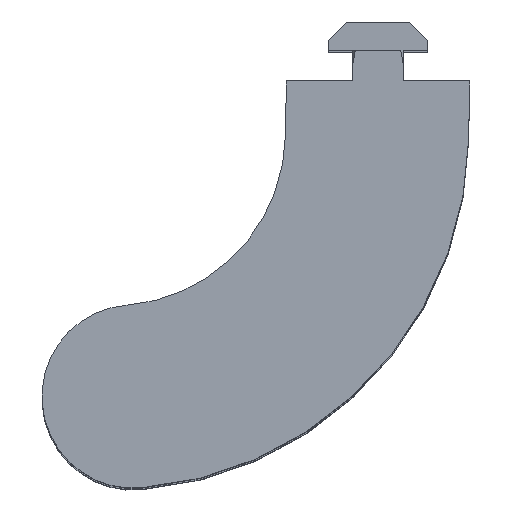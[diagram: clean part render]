
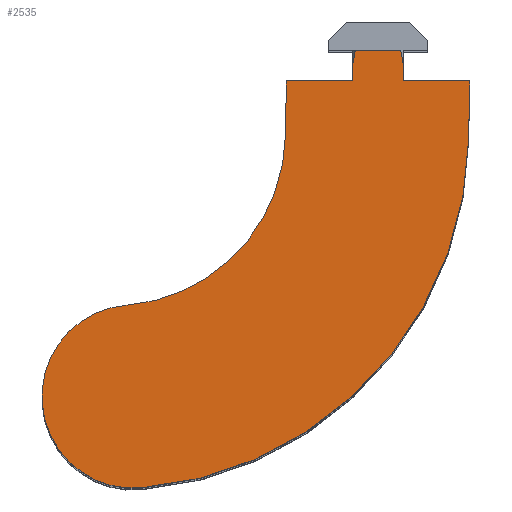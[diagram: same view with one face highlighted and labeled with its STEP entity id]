
A CAD part, top view. The second image highlights one B-rep face of the part: STEP entity #2535.
In plain terms, the highlighted planar face has unit normal (0, 0, 1).
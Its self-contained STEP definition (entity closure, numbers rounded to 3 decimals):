
#132 = DIRECTION ( 'NONE',  ( 0., 0., -1. ) ) ;
#153 = CARTESIAN_POINT ( 'NONE',  ( 4.995, 3.026, 18. ) ) ;
#288 = LINE ( 'NONE', #6027, #2873 ) ;
#290 = EDGE_CURVE ( 'NONE', #2015, #653, #3678, .T. ) ;
#352 = DIRECTION ( 'NONE',  ( -1., 0., 0. ) ) ;
#475 = ORIENTED_EDGE ( 'NONE', *, *, #6269, .F. ) ;
#544 = CARTESIAN_POINT ( 'NONE',  ( -49.569, -44.068, 18. ) ) ;
#633 = ORIENTED_EDGE ( 'NONE', *, *, #2599, .F. ) ;
#653 = VERTEX_POINT ( 'NONE', #2066 ) ;
#759 = CARTESIAN_POINT ( 'NONE',  ( -18., 0., 18. ) ) ;
#816 = EDGE_CURVE ( 'NONE', #6084, #2872, #1593, .T. ) ;
#841 = LINE ( 'NONE', #2414, #2205 ) ;
#898 = CARTESIAN_POINT ( 'NONE',  ( -20.385, -39.933, 18. ) ) ;
#1022 = VECTOR ( 'NONE', #1861, 1000. ) ;
#1048 = CARTESIAN_POINT ( 'NONE',  ( 4.995, 3.026, 18. ) ) ;
#1108 = ORIENTED_EDGE ( 'NONE', *, *, #290, .F. ) ;
#1144 = CARTESIAN_POINT ( 'NONE',  ( -52.19, -10.167, 18. ) ) ;
#1163 = CARTESIAN_POINT ( 'NONE',  ( -18., 0., 18. ) ) ;
#1167 = CIRCLE ( 'NONE', #6100, 70.002 ) ;
#1234 = VECTOR ( 'NONE', #6376, 1000. ) ;
#1294 = EDGE_CURVE ( 'NONE', #653, #1588, #6659, .T. ) ;
#1411 = EDGE_CURVE ( 'NONE', #5819, #2872, #2159, .T. ) ;
#1423 = ORIENTED_EDGE ( 'NONE', *, *, #2336, .F. ) ;
#1506 = EDGE_CURVE ( 'NONE', #5177, #4450, #2146, .T. ) ;
#1529 = CARTESIAN_POINT ( 'NONE',  ( -48., -62., 18. ) ) ;
#1574 = CIRCLE ( 'NONE', #2783, 18. ) ;
#1588 = VERTEX_POINT ( 'NONE', #6272 ) ;
#1593 = LINE ( 'NONE', #4327, #3969 ) ;
#1627 = CARTESIAN_POINT ( 'NONE',  ( 18., 0., 18. ) ) ;
#1646 = VECTOR ( 'NONE', #6526, 1000. ) ;
#1770 = CARTESIAN_POINT ( 'NONE',  ( -4.995, 3.026, 18. ) ) ;
#1861 = DIRECTION ( 'NONE',  ( 0.174, 0.985, 0. ) ) ;
#2015 = VERTEX_POINT ( 'NONE', #5626 ) ;
#2021 = EDGE_CURVE ( 'NONE', #3181, #6084, #1574, .T. ) ;
#2066 = CARTESIAN_POINT ( 'NONE',  ( -4.995, 3.026, 18. ) ) ;
#2135 = CARTESIAN_POINT ( 'NONE',  ( 4.471, 6., 18. ) ) ;
#2146 = LINE ( 'NONE', #1048, #5990 ) ;
#2155 = ORIENTED_EDGE ( 'NONE', *, *, #816, .F. ) ;
#2159 = CIRCLE ( 'NONE', #4323, 34. ) ;
#2175 = ORIENTED_EDGE ( 'NONE', *, *, #1411, .T. ) ;
#2205 = VECTOR ( 'NONE', #5044, 1000. ) ;
#2336 = EDGE_CURVE ( 'NONE', #6465, #2015, #4505, .T. ) ;
#2389 = CARTESIAN_POINT ( 'NONE',  ( -18.188, -10.761, 18. ) ) ;
#2414 = CARTESIAN_POINT ( 'NONE',  ( -4.471, 6., 18. ) ) ;
#2455 = LINE ( 'NONE', #4970, #1646 ) ;
#2497 = EDGE_CURVE ( 'NONE', #4450, #4050, #2455, .T. ) ;
#2504 = EDGE_CURVE ( 'NONE', #6217, #5177, #288, .T. ) ;
#2506 = DIRECTION ( 'NONE',  ( 0., 0., -1. ) ) ;
#2535 = ADVANCED_FACE ( 'NONE', ( #6554 ), #6635, .F. ) ;
#2599 = EDGE_CURVE ( 'NONE', #1588, #6217, #841, .T. ) ;
#2783 = AXIS2_PLACEMENT_3D ( 'NONE', #1529, #2506, #5133 ) ;
#2872 = VERTEX_POINT ( 'NONE', #3686 ) ;
#2873 = VECTOR ( 'NONE', #6096, 1000. ) ;
#2895 = EDGE_CURVE ( 'NONE', #4050, #4517, #5472, .T. ) ;
#2933 = DIRECTION ( 'NONE',  ( 0., 0., -1. ) ) ;
#3132 = ORIENTED_EDGE ( 'NONE', *, *, #2021, .F. ) ;
#3141 = ORIENTED_EDGE ( 'NONE', *, *, #2497, .F. ) ;
#3181 = VERTEX_POINT ( 'NONE', #5473 ) ;
#3242 = DIRECTION ( 'NONE',  ( 0.996, 0.087, 0. ) ) ;
#3453 = CARTESIAN_POINT ( 'NONE',  ( -52.183, -10.167, 18. ) ) ;
#3602 = VECTOR ( 'NONE', #4134, 1000. ) ;
#3621 = VECTOR ( 'NONE', #6014, 1000. ) ;
#3662 = CARTESIAN_POINT ( 'NONE',  ( 17.801, -11.389, 18. ) ) ;
#3678 = LINE ( 'NONE', #4636, #3602 ) ;
#3686 = CARTESIAN_POINT ( 'NONE',  ( -49.219, -44.038, 18. ) ) ;
#3969 = VECTOR ( 'NONE', #3242, 1000. ) ;
#3982 = DIRECTION ( 'NONE',  ( 1., -0.017, 0. ) ) ;
#4050 = VERTEX_POINT ( 'NONE', #5486 ) ;
#4134 = DIRECTION ( 'NONE',  ( 0.002, 1., 0. ) ) ;
#4323 = AXIS2_PLACEMENT_3D ( 'NONE', #3453, #6653, #3982 ) ;
#4327 = CARTESIAN_POINT ( 'NONE',  ( -49.569, -44.068, 18. ) ) ;
#4334 = ORIENTED_EDGE ( 'NONE', *, *, #6016, .F. ) ;
#4412 = ORIENTED_EDGE ( 'NONE', *, *, #1294, .F. ) ;
#4426 = VECTOR ( 'NONE', #5371, 1000. ) ;
#4450 = VERTEX_POINT ( 'NONE', #6700 ) ;
#4505 = LINE ( 'NONE', #1163, #4426 ) ;
#4517 = VERTEX_POINT ( 'NONE', #3662 ) ;
#4636 = CARTESIAN_POINT ( 'NONE',  ( -5., 0., 18. ) ) ;
#4835 = ORIENTED_EDGE ( 'NONE', *, *, #2504, .F. ) ;
#4932 = CARTESIAN_POINT ( 'NONE',  ( -18.188, -10.761, 18. ) ) ;
#4970 = CARTESIAN_POINT ( 'NONE',  ( -18., 0., 18. ) ) ;
#5044 = DIRECTION ( 'NONE',  ( 1., 0., 0. ) ) ;
#5133 = DIRECTION ( 'NONE',  ( 0.087, -0.996, 0. ) ) ;
#5177 = VERTEX_POINT ( 'NONE', #153 ) ;
#5339 = EDGE_LOOP ( 'NONE', ( #1423, #4334, #2175, #2155, #3132, #475, #6055, #3141, #5920, #4835, #633, #4412, #1108 ) ) ;
#5371 = DIRECTION ( 'NONE',  ( 1., 0., 0. ) ) ;
#5472 = LINE ( 'NONE', #1627, #1234 ) ;
#5473 = CARTESIAN_POINT ( 'NONE',  ( -46.431, -79.932, 18. ) ) ;
#5486 = CARTESIAN_POINT ( 'NONE',  ( 18., 0., 18. ) ) ;
#5626 = CARTESIAN_POINT ( 'NONE',  ( -5., 0., 18. ) ) ;
#5819 = VERTEX_POINT ( 'NONE', #4932 ) ;
#5920 = ORIENTED_EDGE ( 'NONE', *, *, #1506, .F. ) ;
#5990 = VECTOR ( 'NONE', #6190, 1000. ) ;
#6014 = DIRECTION ( 'NONE',  ( 0.017, 1., 0. ) ) ;
#6016 = EDGE_CURVE ( 'NONE', #5819, #6465, #6067, .T. ) ;
#6027 = CARTESIAN_POINT ( 'NONE',  ( 4.471, 6., 18. ) ) ;
#6055 = ORIENTED_EDGE ( 'NONE', *, *, #2895, .F. ) ;
#6067 = LINE ( 'NONE', #2389, #3621 ) ;
#6084 = VERTEX_POINT ( 'NONE', #544 ) ;
#6096 = DIRECTION ( 'NONE',  ( 0.174, -0.985, 0. ) ) ;
#6100 = AXIS2_PLACEMENT_3D ( 'NONE', #1144, #132, #6267 ) ;
#6190 = DIRECTION ( 'NONE',  ( 0.002, -1., 0. ) ) ;
#6217 = VERTEX_POINT ( 'NONE', #2135 ) ;
#6267 = DIRECTION ( 'NONE',  ( 1., -0.017, 0. ) ) ;
#6269 = EDGE_CURVE ( 'NONE', #4517, #3181, #1167, .T. ) ;
#6272 = CARTESIAN_POINT ( 'NONE',  ( -4.471, 6., 18. ) ) ;
#6376 = DIRECTION ( 'NONE',  ( -0.017, -1., 0. ) ) ;
#6465 = VERTEX_POINT ( 'NONE', #759 ) ;
#6526 = DIRECTION ( 'NONE',  ( 1., 0., 0. ) ) ;
#6554 = FACE_OUTER_BOUND ( 'NONE', #5339, .T. ) ;
#6635 = PLANE ( 'NONE',  #6644 ) ;
#6644 = AXIS2_PLACEMENT_3D ( 'NONE', #898, #2933, #352 ) ;
#6653 = DIRECTION ( 'NONE',  ( 0., 0., -1. ) ) ;
#6659 = LINE ( 'NONE', #1770, #1022 ) ;
#6700 = CARTESIAN_POINT ( 'NONE',  ( 5., 0., 18. ) ) ;
